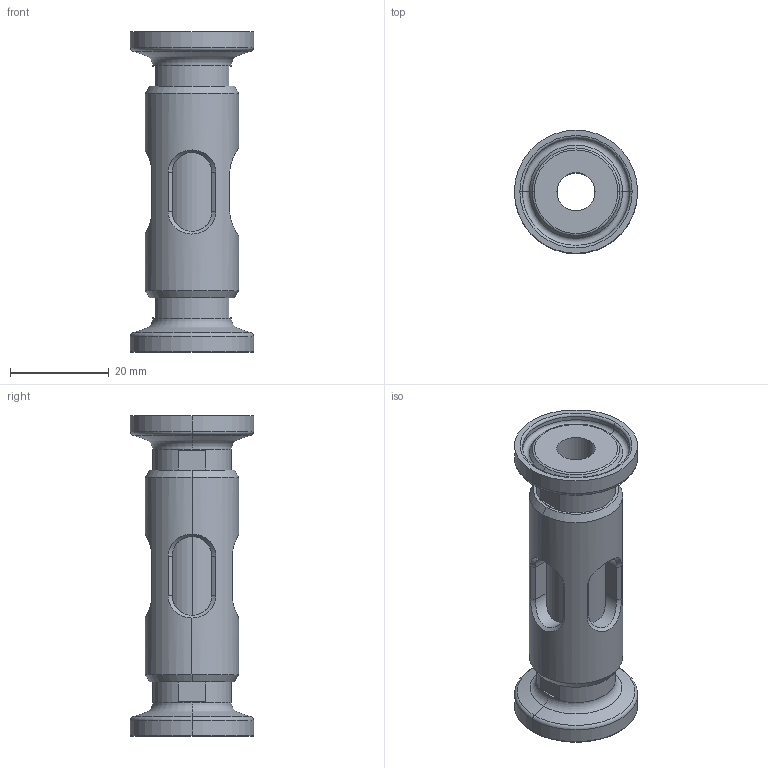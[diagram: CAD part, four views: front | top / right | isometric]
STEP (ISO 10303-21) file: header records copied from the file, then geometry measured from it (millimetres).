
FILE_DESCRIPTION (( 'STEP AP214' ), '1' );
FILE_NAME ('SG.SV.038.STEP', '2020-03-30T09:58:43', ( '' ), ( '' ), 'SwSTEP 2.0', 'SolidWorks 2019', '' );
FILE_SCHEMA (( 'AUTOMOTIVE_DESIGN' ));
Length unit declared in the file: millimetre
Products named in the file (1): SG.SV.038
Bounding box: 25 x 25 x 65 mm (x, y, z)
Volume: 13259.7 mm3; surface area: 11388.2 mm2
Topology: 2 solids, 2 shells, 126 faces, 294 edges, 178 vertices
Faces by surface type: cylinder 42, plane 42, torus 22, cone 12, bspline 8
Entity records: 5093 total; most frequent: CARTESIAN_POINT 2109, DIRECTION 612, ORIENTED_EDGE 588, EDGE_CURVE 294, AXIS2_PLACEMENT_3D 251, VERTEX_POINT 178, EDGE_LOOP 144, CIRCLE 132
